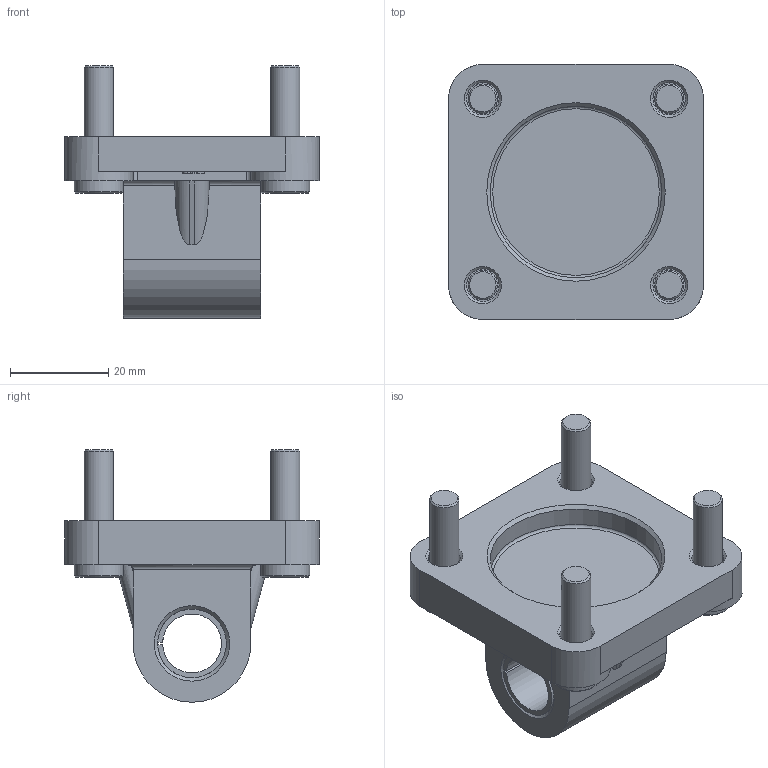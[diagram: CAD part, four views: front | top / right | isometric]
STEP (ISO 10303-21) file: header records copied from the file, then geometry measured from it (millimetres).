
FILE_DESCRIPTION((''),'2;1');
FILE_NAME('CERM40X.stp','2014-09-25T14:44:52',('pc6'),(''),'Autodesk Inventor 2011','Autodesk Inventor 2011','');
FILE_SCHEMA(('AUTOMOTIVE_DESIGN { 1 0 10303 214 1 1 1 1 }'));
Length unit declared in the file: millimetre
Products named in the file (4): CERM40X; CERM40X_1; BUSSOLA_CERF40X; VM620
Assembly tree (7 placements, depth 2):
  CERM40X
    CERM40X_1
    BUSSOLA_CERF40X  x2
    VM620  x4
Bounding box: 52 x 52 x 51.5 mm (x, y, z)
Volume: 33772.5 mm3; surface area: 16553.6 mm2
Topology: 7 solids, 7 shells, 288 faces, 711 edges, 462 vertices
Faces by surface type: plane 169, bspline 46, cylinder 41, cone 31, torus 1
Full cylindrical faces by diameter (mm): 6 x4, 6.6 x4, 10 x4, 11 x4, 14 x1, 35 x1
Entity records: 6930 total; most frequent: CARTESIAN_POINT 1911, ORIENTED_EDGE 1032, DIRECTION 867, EDGE_CURVE 516, VERTEX_POINT 357, VECTOR 317, LINE 317, EDGE_LOOP 283
